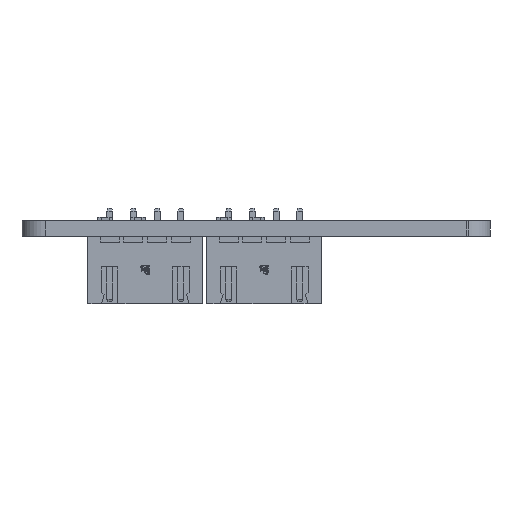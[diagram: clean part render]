
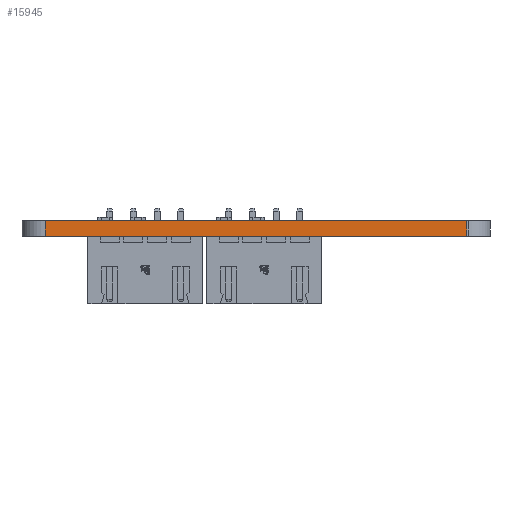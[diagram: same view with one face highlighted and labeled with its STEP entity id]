
A CAD part, front view. The second image highlights one B-rep face of the part: STEP entity #15945.
In plain terms, the highlighted planar face has unit normal (0, -1, 0).
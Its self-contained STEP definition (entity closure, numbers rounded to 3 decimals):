
#1423=PLANE('',#17821);
#2154=FACE_OUTER_BOUND('',#2925,.T.);
#2925=EDGE_LOOP('',(#12635,#12636,#12637,#12638));
#4602=LINE('',#25427,#5767);
#4603=LINE('',#25430,#5768);
#4604=LINE('',#25432,#5769);
#4605=LINE('',#25433,#5770);
#5767=VECTOR('',#21314,10.);
#5768=VECTOR('',#21317,10.);
#5769=VECTOR('',#21318,10.);
#5770=VECTOR('',#21319,10.);
#8222=VERTEX_POINT('',#25423);
#8223=VERTEX_POINT('',#25425);
#8224=VERTEX_POINT('',#25429);
#8225=VERTEX_POINT('',#25431);
#10068=EDGE_CURVE('',#8222,#8223,#4602,.T.);
#10069=EDGE_CURVE('',#8224,#8222,#4603,.T.);
#10070=EDGE_CURVE('',#8225,#8223,#4604,.T.);
#10071=EDGE_CURVE('',#8224,#8225,#4605,.T.);
#12635=ORIENTED_EDGE('',*,*,#10069,.T.);
#12636=ORIENTED_EDGE('',*,*,#10068,.T.);
#12637=ORIENTED_EDGE('',*,*,#10070,.F.);
#12638=ORIENTED_EDGE('',*,*,#10071,.F.);
#15945=ADVANCED_FACE('',(#2154),#1423,.T.);
#17821=AXIS2_PLACEMENT_3D('',#25428,#21315,#21316);
#21314=DIRECTION('',(0.,0.,1.));
#21315=DIRECTION('center_axis',(0.,-1.,0.));
#21316=DIRECTION('ref_axis',(1.,0.,0.));
#21317=DIRECTION('',(1.,0.,0.));
#21318=DIRECTION('',(1.,0.,0.));
#21319=DIRECTION('',(0.,0.,1.));
#25423=CARTESIAN_POINT('',(47.5,0.,0.));
#25425=CARTESIAN_POINT('',(47.5,0.,1.67));
#25427=CARTESIAN_POINT('',(47.5,0.,0.));
#25428=CARTESIAN_POINT('Origin',(2.5,0.,0.));
#25429=CARTESIAN_POINT('',(2.5,0.,0.));
#25430=CARTESIAN_POINT('',(2.5,0.,0.));
#25431=CARTESIAN_POINT('',(2.5,0.,1.67));
#25432=CARTESIAN_POINT('',(2.5,0.,1.67));
#25433=CARTESIAN_POINT('',(2.5,0.,0.));
